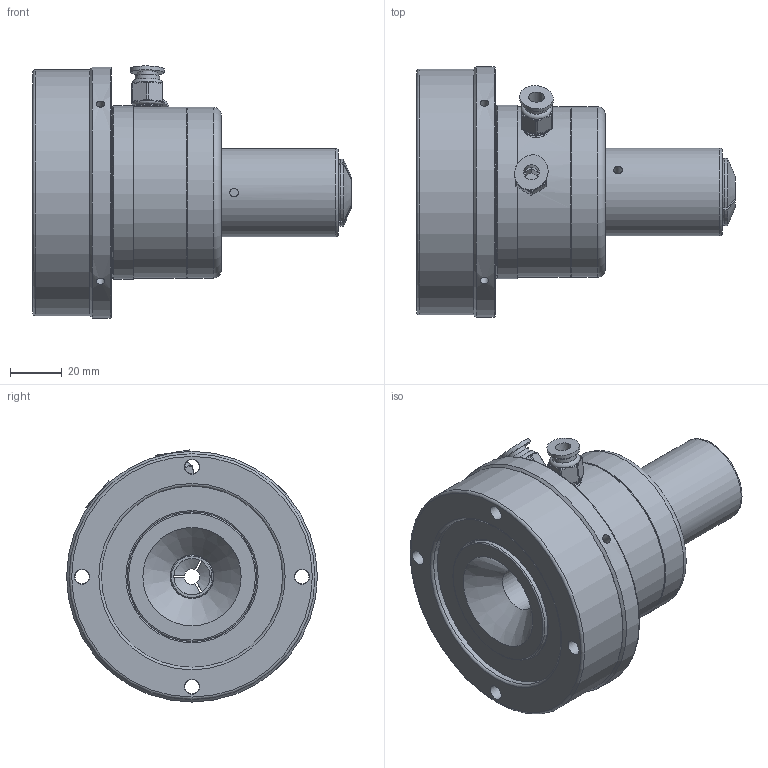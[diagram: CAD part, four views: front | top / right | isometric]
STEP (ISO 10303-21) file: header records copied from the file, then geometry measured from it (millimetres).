
FILE_DESCRIPTION (( 'STEP AP214' ), '1' );
FILE_NAME ('GAL-15-D2+YB-15.STEP', '2025-02-05T07:48:46', ( '' ), ( '' ), 'SwSTEP 2.0', 'SolidWorks 2023', '' );
FILE_SCHEMA (( 'AUTOMOTIVE_DESIGN' ));
Length unit declared in the file: millimetre
Products named in the file (3): GAL-15-D2+YB-15; GAL-15-D2; YB-15
Assembly tree (2 placements, depth 2):
  GAL-15-D2+YB-15
    GAL-15-D2
    YB-15
Bounding box: 123.1 x 96.9 x 97.42 mm (x, y, z)
Volume: 370181.7 mm3; surface area: 62959.1 mm2
Topology: 2 solids, 3 shells, 525 faces, 1481 edges, 966 vertices
Faces by surface type: cylinder 183, plane 142, bspline 108, cone 52, sphere 24, torus 16
Full cylindrical faces by diameter (mm): 2.9 x4, 3 x4, 3.2 x4, 3.3 x7, 4.85 x2, 5.5 x4, 5.9 x4, 6 x2, 6.95 x4, 8 x10, 9.5 x2, 10 x4, 14 x1, 16.9 x1, 18.5 x12, 19 x1, 19.4 x1, 22.602 x1, 34 x1, 34.2 x1, 50 x1, 50.1 x1, 66 x2, 67 x1, 70 x1, 95 x1, 96.9 x1
Entity records: 55127 total; most frequent: CARTESIAN_POINT 38070, ORIENTED_EDGE 2488, DIRECTION 2028, EDGE_CURVE 1244, VERTEX_POINT 904, AXIS2_PLACEMENT_3D 830, EDGE_LOOP 702, FACE_OUTER_BOUND 602
